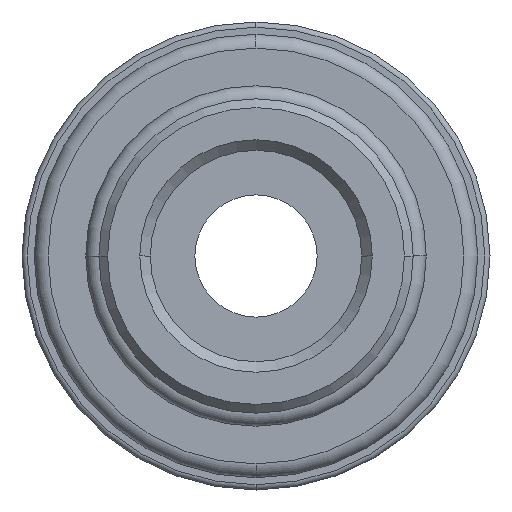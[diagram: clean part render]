
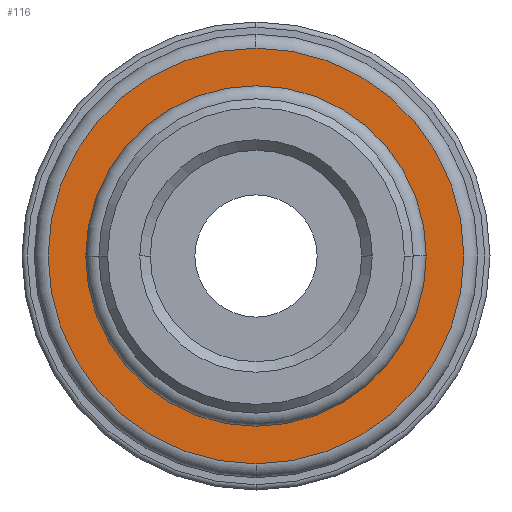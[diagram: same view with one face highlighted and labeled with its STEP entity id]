
A CAD part, front view. The second image highlights one B-rep face of the part: STEP entity #116.
In plain terms, the highlighted planar face has unit normal (0, -1, 0).
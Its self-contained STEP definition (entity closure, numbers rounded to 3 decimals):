
#116=ADVANCED_FACE('',(#315,#316),#317,.T.);
#315=FACE_BOUND('',#608,.T.);
#316=FACE_OUTER_BOUND('',#609,.T.);
#317=PLANE('',#610);
#608=EDGE_LOOP('',(#899,#900,#901));
#609=EDGE_LOOP('',(#902,#903,#904));
#610=AXIS2_PLACEMENT_3D('',#905,#906,#907);
#899=ORIENTED_EDGE('',*,*,#1654,.T.);
#900=ORIENTED_EDGE('',*,*,#1655,.T.);
#901=ORIENTED_EDGE('',*,*,#1656,.T.);
#902=ORIENTED_EDGE('',*,*,#1657,.F.);
#903=ORIENTED_EDGE('',*,*,#1658,.F.);
#904=ORIENTED_EDGE('',*,*,#1659,.F.);
#905=CARTESIAN_POINT('',(10.45,2.5,0.0));
#906=DIRECTION('',(-0.0,-1.0,-0.0));
#907=DIRECTION('',(-1.0,0.0,0.0));
#1654=EDGE_CURVE('',#1947,#1948,#1949,.T.);
#1655=EDGE_CURVE('',#1948,#1950,#1951,.T.);
#1656=EDGE_CURVE('',#1950,#1947,#1952,.T.);
#1657=EDGE_CURVE('',#1953,#1954,#1955,.T.);
#1658=EDGE_CURVE('',#1956,#1953,#1957,.T.);
#1659=EDGE_CURVE('',#1954,#1956,#1958,.T.);
#1947=VERTEX_POINT('',#2361);
#1948=VERTEX_POINT('',#2362);
#1949=CIRCLE('',#2363,9.75);
#1950=VERTEX_POINT('',#2364);
#1951=CIRCLE('',#2365,9.75);
#1952=CIRCLE('',#2366,9.75);
#1953=VERTEX_POINT('',#2367);
#1954=VERTEX_POINT('',#2368);
#1955=CIRCLE('',#2369,11.9);
#1956=VERTEX_POINT('',#2370);
#1957=CIRCLE('',#2371,11.9);
#1958=CIRCLE('',#2372,11.9);
#2361=CARTESIAN_POINT('',(0.,2.5,9.75));
#2362=CARTESIAN_POINT('',(9.75,2.5,0.));
#2363=AXIS2_PLACEMENT_3D('',#2829,#2830,#2831);
#2364=CARTESIAN_POINT('',(-9.75,2.5,0.));
#2365=AXIS2_PLACEMENT_3D('',#2832,#2833,#2834);
#2366=AXIS2_PLACEMENT_3D('',#2835,#2836,#2837);
#2367=CARTESIAN_POINT('',(11.9,2.5,0.0));
#2368=CARTESIAN_POINT('',(0.,2.5,-11.9));
#2369=AXIS2_PLACEMENT_3D('',#2838,#2839,#2840);
#2370=CARTESIAN_POINT('',(0.,2.5,11.9));
#2371=AXIS2_PLACEMENT_3D('',#2841,#2842,#2843);
#2372=AXIS2_PLACEMENT_3D('',#2844,#2845,#2846);
#2829=CARTESIAN_POINT('',(0.0,2.5,0.0));
#2830=DIRECTION('',(0.0,1.0,0.0));
#2831=DIRECTION('',(0.0,0.0,-1.0));
#2832=CARTESIAN_POINT('',(0.0,2.5,0.0));
#2833=DIRECTION('',(0.0,1.0,0.0));
#2834=DIRECTION('',(0.0,0.0,-1.0));
#2835=CARTESIAN_POINT('',(0.0,2.5,0.0));
#2836=DIRECTION('',(0.0,1.0,0.0));
#2837=DIRECTION('',(0.0,0.0,-1.0));
#2838=CARTESIAN_POINT('',(0.0,2.5,0.0));
#2839=DIRECTION('',(-0.0,1.0,0.0));
#2840=DIRECTION('',(1.0,0.0,0.0));
#2841=CARTESIAN_POINT('',(0.0,2.5,0.0));
#2842=DIRECTION('',(-0.0,1.0,0.0));
#2843=DIRECTION('',(1.0,0.0,0.0));
#2844=CARTESIAN_POINT('',(0.0,2.5,0.0));
#2845=DIRECTION('',(-0.0,1.0,0.0));
#2846=DIRECTION('',(1.0,0.0,0.0));
